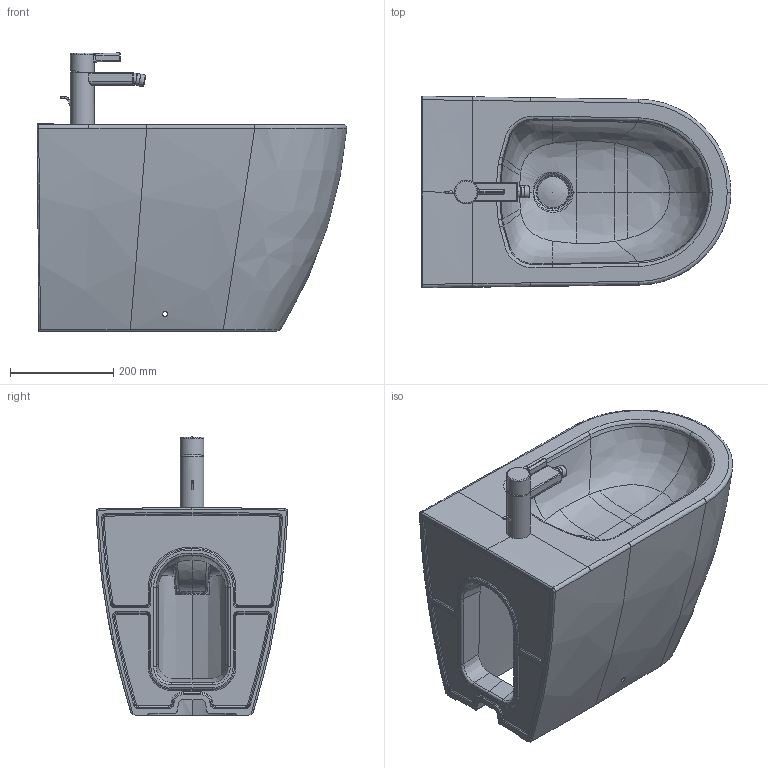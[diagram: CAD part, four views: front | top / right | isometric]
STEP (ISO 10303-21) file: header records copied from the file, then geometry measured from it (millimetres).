
FILE_DESCRIPTION((''),'2;1');
FILE_NAME('228910.stp','2015-06-09T10:47:03',('Administrator'),(''),'Autodesk Inventor 2011','Autodesk Inventor 2011','');
FILE_SCHEMA(('CONFIG_CONTROL_DESIGN'));
Length unit declared in the file: millimetre
Products named in the file (11): 228910; Armatur Durastyle Bidet; Fassung Sieb; Griff; Gehäuse Bidet; Hebel_Ventil; Kugel; Gleitring; Kelch; Stopfen
Assembly tree (10 placements, depth 3):
  228910
    228910
    Armatur Durastyle Bidet
      Fassung Sieb
      Griff
      Gehäuse Bidet
      Hebel_Ventil
      Kugel
      Gleitring
    Kelch
    Stopfen
Bounding box: 599.76 x 371.38 x 538.82 mm (x, y, z)
Volume: 37826547.7 mm3; surface area: 1408570.7 mm2
Topology: 8 solids, 10 shells, 443 faces, 1094 edges, 657 vertices
Faces by surface type: bspline 238, cylinder 97, plane 74, torus 16, sphere 14, cone 4
Full cylindrical faces by diameter (mm): 4 x2, 10 x2, 20.15 x1, 21.15 x1, 21.334 x1, 23.15 x1, 25 x1, 42 x1, 44 x1, 46 x2, 46.241 x1, 60 x1
Entity records: 79045 total; most frequent: CARTESIAN_POINT 69218, ORIENTED_EDGE 2092, DIRECTION 1531, EDGE_CURVE 1048, VERTEX_POINT 646, AXIS2_PLACEMENT_3D 638, EDGE_LOOP 500, FACE_OUTER_BOUND 442
